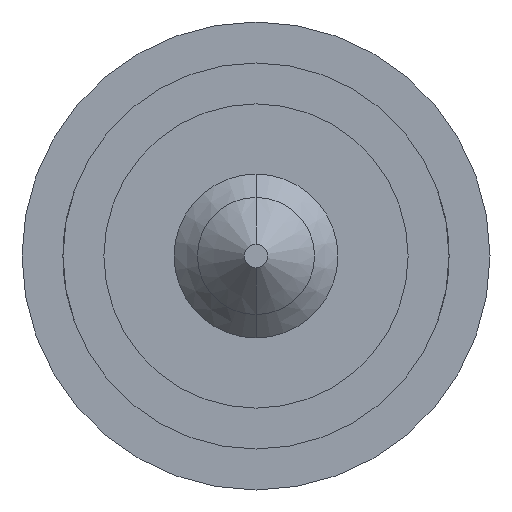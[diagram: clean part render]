
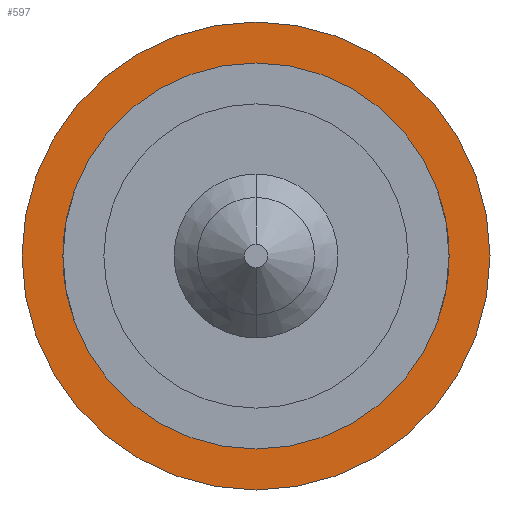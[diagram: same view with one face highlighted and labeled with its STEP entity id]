
A CAD part, front view. The second image highlights one B-rep face of the part: STEP entity #597.
In plain terms, the highlighted planar face has unit normal (0, -1, 0).
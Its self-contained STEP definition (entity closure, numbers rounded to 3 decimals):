
#281 = VERTEX_POINT ( 'NONE', #1200 ) ;
#364 = CARTESIAN_POINT ( 'NONE',  ( 0., 28., -1. ) ) ;
#399 = CIRCLE ( 'NONE', #4190, 1. ) ;
#406 = CIRCLE ( 'NONE', #2176, 0.825 ) ;
#484 = AXIS2_PLACEMENT_3D ( 'NONE', #3631, #3643, #1068 ) ;
#597 = ADVANCED_FACE ( 'Defeature ausgef�hrt4_6', ( #4379, #1241 ), #4409, .F. ) ;
#659 = DIRECTION ( 'NONE',  ( 0., 1., 0. ) ) ;
#663 = EDGE_LOOP ( 'NONE', ( #2479, #2127 ) ) ;
#815 = AXIS2_PLACEMENT_3D ( 'NONE', #2850, #3225, #1745 ) ;
#1009 = CIRCLE ( 'NONE', #484, 1. ) ;
#1068 = DIRECTION ( 'NONE',  ( 0., 0., 1. ) ) ;
#1200 = CARTESIAN_POINT ( 'NONE',  ( 0., 28., -0.825 ) ) ;
#1241 = FACE_BOUND ( 'NONE', #663, .T. ) ;
#1324 = DIRECTION ( 'NONE',  ( 0., 0., 1. ) ) ;
#1493 = CARTESIAN_POINT ( 'NONE',  ( 0., 28., 0.825 ) ) ;
#1716 = AXIS2_PLACEMENT_3D ( 'NONE', #2194, #659, #3679 ) ;
#1717 = CARTESIAN_POINT ( 'NONE',  ( 0., 28., 1. ) ) ;
#1745 = DIRECTION ( 'NONE',  ( 0., 0., 1. ) ) ;
#1999 = DIRECTION ( 'NONE',  ( 0., 1., 0. ) ) ;
#2026 = EDGE_CURVE ( 'Defeature ausgef�hrt4_7+Defeature ausgef�hrt4_6+Defeature ausgef�hrt4_6+Defeature ausgef�hrt4_6', #2030, #2253, #1009, .T. ) ;
#2030 = VERTEX_POINT ( 'NONE', #1717 ) ;
#2063 = DIRECTION ( 'NONE',  ( 0., 0., 1. ) ) ;
#2093 = CIRCLE ( 'NONE', #815, 0.825 ) ;
#2127 = ORIENTED_EDGE ( 'NONE', *, *, #4277, .T. ) ;
#2176 = AXIS2_PLACEMENT_3D ( 'NONE', #2350, #3177, #1324 ) ;
#2194 = CARTESIAN_POINT ( 'NONE',  ( 0.825, 28., 0. ) ) ;
#2253 = VERTEX_POINT ( 'NONE', #364 ) ;
#2350 = CARTESIAN_POINT ( 'NONE',  ( 0., 28., 0. ) ) ;
#2372 = CARTESIAN_POINT ( 'NONE',  ( 0., 28., 0. ) ) ;
#2479 = ORIENTED_EDGE ( 'NONE', *, *, #3835, .T. ) ;
#2634 = VERTEX_POINT ( 'NONE', #1493 ) ;
#2850 = CARTESIAN_POINT ( 'NONE',  ( 0., 28., 0. ) ) ;
#3177 = DIRECTION ( 'NONE',  ( 0., 1., 0. ) ) ;
#3225 = DIRECTION ( 'NONE',  ( 0., 1., 0. ) ) ;
#3611 = EDGE_LOOP ( 'NONE', ( #4007, #4090 ) ) ;
#3631 = CARTESIAN_POINT ( 'NONE',  ( 0., 28., 0. ) ) ;
#3643 = DIRECTION ( 'NONE',  ( 0., 1., 0. ) ) ;
#3679 = DIRECTION ( 'NONE',  ( 0., 0., 1. ) ) ;
#3835 = EDGE_CURVE ( 'Defeature ausgef�hrt4_6+Defeature ausgef�hrt4_0+Defeature ausgef�hrt4_0+Defeature ausgef�hrt4_0', #281, #2634, #406, .T. ) ;
#4007 = ORIENTED_EDGE ( 'NONE', *, *, #2026, .F. ) ;
#4090 = ORIENTED_EDGE ( 'NONE', *, *, #4125, .F. ) ;
#4125 = EDGE_CURVE ( 'Defeature ausgef�hrt4_7+Defeature ausgef�hrt4_6+Defeature ausgef�hrt4_6+Defeature ausgef�hrt4_6', #2253, #2030, #399, .T. ) ;
#4190 = AXIS2_PLACEMENT_3D ( 'NONE', #2372, #1999, #2063 ) ;
#4277 = EDGE_CURVE ( 'Defeature ausgef�hrt4_6+Defeature ausgef�hrt4_0+Defeature ausgef�hrt4_0+Defeature ausgef�hrt4_0', #2634, #281, #2093, .T. ) ;
#4379 = FACE_OUTER_BOUND ( 'NONE', #3611, .T. ) ;
#4409 = PLANE ( 'NONE',  #1716 ) ;
